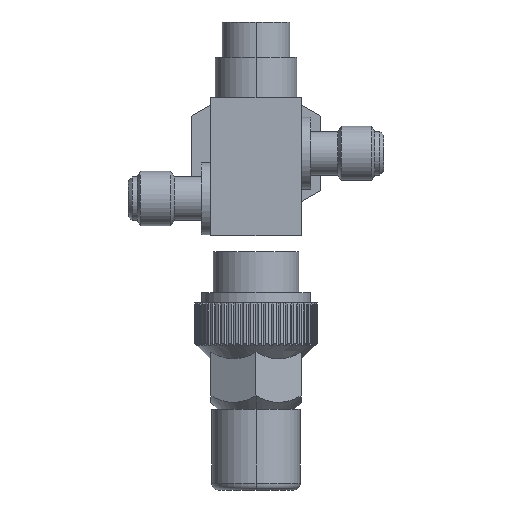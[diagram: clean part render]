
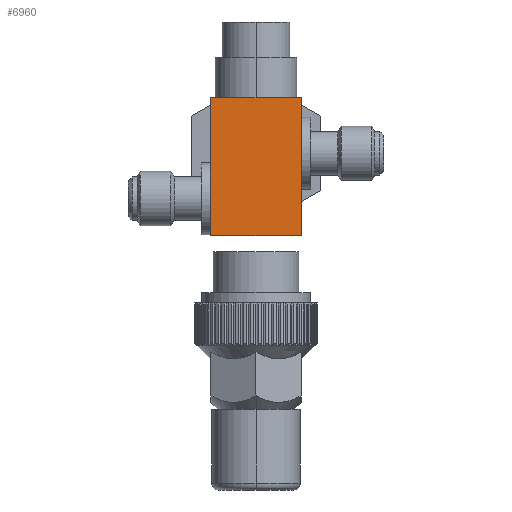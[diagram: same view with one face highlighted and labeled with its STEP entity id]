
A CAD part, left-side view. The second image highlights one B-rep face of the part: STEP entity #6960.
In plain terms, the highlighted planar face has unit normal (-1, 0, 0).
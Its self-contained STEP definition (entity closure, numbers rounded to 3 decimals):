
#6105=DIRECTION('',(0.,1.,0.));
#6106=VECTOR('',#6105,20.);
#6107=CARTESIAN_POINT('',(-10.,-10.,15.25));
#6108=LINE('',#6107,#6106);
#6109=DIRECTION('',(0.,0.,1.));
#6110=VECTOR('',#6109,30.5);
#6111=CARTESIAN_POINT('',(-10.,-10.,-15.25));
#6112=LINE('',#6111,#6110);
#6113=DIRECTION('',(0.,-1.,0.));
#6114=VECTOR('',#6113,20.);
#6115=CARTESIAN_POINT('',(-10.,10.,-15.25));
#6116=LINE('',#6115,#6114);
#6117=DIRECTION('',(0.,0.,-1.));
#6118=VECTOR('',#6117,30.5);
#6119=CARTESIAN_POINT('',(-10.,10.,15.25));
#6120=LINE('',#6119,#6118);
#6550=CARTESIAN_POINT('',(-10.,10.,15.25));
#6551=CARTESIAN_POINT('',(-10.,10.,-15.25));
#6552=VERTEX_POINT('',#6550);
#6553=VERTEX_POINT('',#6551);
#6640=CARTESIAN_POINT('',(-10.,-10.,15.25));
#6641=VERTEX_POINT('',#6640);
#6652=CARTESIAN_POINT('',(-10.,-10.,-15.25));
#6653=VERTEX_POINT('',#6652);
#6946=CARTESIAN_POINT('',(-10.,10.,15.25));
#6947=DIRECTION('',(1.,0.,0.));
#6948=DIRECTION('',(0.,0.,-1.));
#6949=AXIS2_PLACEMENT_3D('',#6946,#6947,#6948);
#6950=PLANE('',#6949);
#6952=ORIENTED_EDGE('',*,*,#6951,.F.);
#6954=ORIENTED_EDGE('',*,*,#6953,.F.);
#6956=ORIENTED_EDGE('',*,*,#6955,.F.);
#6957=ORIENTED_EDGE('',*,*,#6931,.F.);
#6958=EDGE_LOOP('',(#6952,#6954,#6956,#6957));
#6959=FACE_OUTER_BOUND('',#6958,.F.);
#6960=ADVANCED_FACE('',(#6959),#6950,.F.);
#6931=EDGE_CURVE('',#6552,#6553,#6120,.T.);
#6951=EDGE_CURVE('',#6641,#6552,#6108,.T.);
#6953=EDGE_CURVE('',#6653,#6641,#6112,.T.);
#6955=EDGE_CURVE('',#6553,#6653,#6116,.T.);
